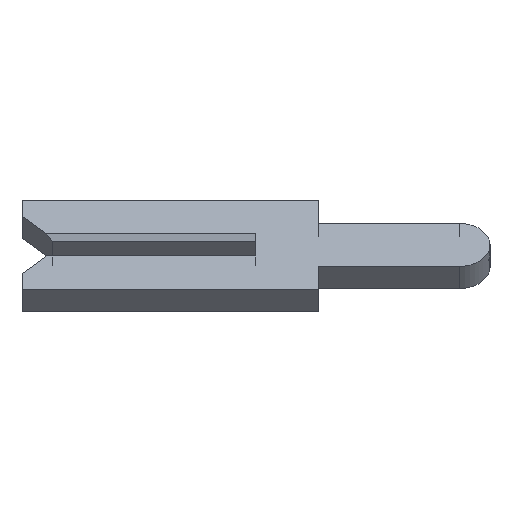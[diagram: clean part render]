
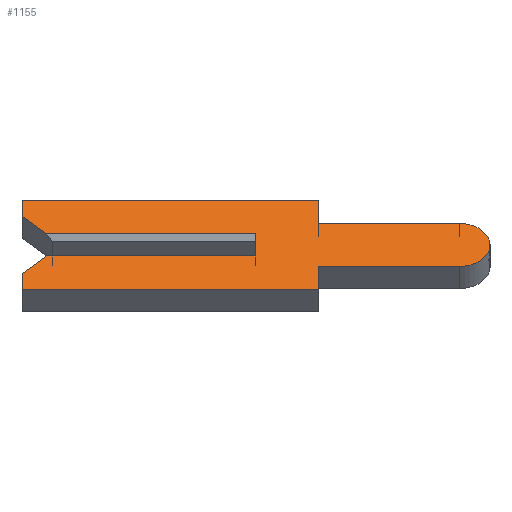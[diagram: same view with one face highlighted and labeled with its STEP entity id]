
A CAD part, left-side view. The second image highlights one B-rep face of the part: STEP entity #1155.
In plain terms, the highlighted face is planar.
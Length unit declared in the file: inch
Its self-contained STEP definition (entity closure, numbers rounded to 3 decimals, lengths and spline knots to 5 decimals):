
#2 = CARTESIAN_POINT ( 'NONE',  ( -0.01, 0.1305, -0.0065 ) ) ;
#14 = DIRECTION ( 'NONE',  ( 1., 0., 0. ) ) ;
#33 = DIRECTION ( 'NONE',  ( 0., 0., 1. ) ) ;
#44 = VERTEX_POINT ( 'NONE', #350 ) ;
#48 = CARTESIAN_POINT ( 'NONE',  ( -0.01, -0.04, 0.04 ) ) ;
#60 = VERTEX_POINT ( 'NONE', #824 ) ;
#107 = CARTESIAN_POINT ( 'NONE',  ( -0.01, 0.15, 0.01 ) ) ;
#123 = CARTESIAN_POINT ( 'NONE',  ( -0.01, -0.04, -0.0195 ) ) ;
#145 = EDGE_CURVE ( 'NONE', #60, #849, #204, .T. ) ;
#160 = ORIENTED_EDGE ( 'NONE', *, *, #1481, .F. ) ;
#161 = DIRECTION ( 'NONE',  ( 0., 0.707, 0.707 ) ) ;
#168 = EDGE_CURVE ( 'NONE', #472, #357, #295, .T. ) ;
#177 = VERTEX_POINT ( 'NONE', #1043 ) ;
#204 = LINE ( 'NONE', #107, #721 ) ;
#216 = ORIENTED_EDGE ( 'NONE', *, *, #905, .F. ) ;
#239 = VECTOR ( 'NONE', #647, 39.37008 ) ;
#240 = VERTEX_POINT ( 'NONE', #1430 ) ;
#253 = DIRECTION ( 'NONE',  ( 0., 0., -1. ) ) ;
#258 = CARTESIAN_POINT ( 'NONE',  ( -0.01, -0.1305, 0. ) ) ;
#262 = PLANE ( 'NONE',  #372 ) ;
#289 = VERTEX_POINT ( 'NONE', #596 ) ;
#294 = LINE ( 'NONE', #48, #438 ) ;
#295 = LINE ( 'NONE', #589, #1530 ) ;
#298 = EDGE_CURVE ( 'NONE', #608, #849, #680, .T. ) ;
#309 = EDGE_LOOP ( 'NONE', ( #331, #779, #412, #1007, #908, #1496, #918, #829, #537, #836, #514, #988, #216, #160 ) ) ;
#331 = ORIENTED_EDGE ( 'NONE', *, *, #145, .T. ) ;
#350 = CARTESIAN_POINT ( 'NONE',  ( -0.01, 0.15, 0.04 ) ) ;
#355 = DIRECTION ( 'NONE',  ( 0., -1., 0. ) ) ;
#357 = VERTEX_POINT ( 'NONE', #959 ) ;
#364 = DIRECTION ( 'NONE',  ( 1., 0., 0. ) ) ;
#367 = CARTESIAN_POINT ( 'NONE',  ( -0.01, 0., 0.0065 ) ) ;
#370 = CARTESIAN_POINT ( 'NONE',  ( -0.01, 0.15, 0.026 ) ) ;
#372 = AXIS2_PLACEMENT_3D ( 'NONE', #258, #14, #253 ) ;
#376 = LINE ( 'NONE', #525, #239 ) ;
#391 = VECTOR ( 'NONE', #490, 39.37008 ) ;
#394 = VECTOR ( 'NONE', #1434, 39.37008 ) ;
#410 = EDGE_CURVE ( 'NONE', #240, #1478, #1075, .T. ) ;
#412 = ORIENTED_EDGE ( 'NONE', *, *, #518, .F. ) ;
#421 = FACE_OUTER_BOUND ( 'NONE', #309, .T. ) ;
#438 = VECTOR ( 'NONE', #768, 39.37008 ) ;
#451 = AXIS2_PLACEMENT_3D ( 'NONE', #851, #364, #965 ) ;
#460 = DIRECTION ( 'NONE',  ( 0., -1., 0. ) ) ;
#472 = VERTEX_POINT ( 'NONE', #750 ) ;
#485 = EDGE_CURVE ( 'NONE', #1171, #1016, #294, .T. ) ;
#490 = DIRECTION ( 'NONE',  ( 0., 0., 1. ) ) ;
#514 = ORIENTED_EDGE ( 'NONE', *, *, #485, .F. ) ;
#518 = EDGE_CURVE ( 'NONE', #1478, #608, #376, .T. ) ;
#525 = CARTESIAN_POINT ( 'NONE',  ( -0.01, -0.1305, -0.01 ) ) ;
#537 = ORIENTED_EDGE ( 'NONE', *, *, #1125, .F. ) ;
#540 = CIRCLE ( 'NONE', #451, 0.0195 ) ;
#571 = VERTEX_POINT ( 'NONE', #584 ) ;
#574 = LINE ( 'NONE', #1329, #391 ) ;
#584 = CARTESIAN_POINT ( 'NONE',  ( -0.01, 0.15, 0.026 ) ) ;
#589 = CARTESIAN_POINT ( 'NONE',  ( -0.01, -0.04, -0.04 ) ) ;
#591 = VECTOR ( 'NONE', #33, 39.37008 ) ;
#596 = CARTESIAN_POINT ( 'NONE',  ( -0.01, 0.15, -0.04 ) ) ;
#608 = VERTEX_POINT ( 'NONE', #1411 ) ;
#613 = CARTESIAN_POINT ( 'NONE',  ( -0.01, -0.04, 0.0195 ) ) ;
#647 = DIRECTION ( 'NONE',  ( 0., -1., 0. ) ) ;
#668 = EDGE_CURVE ( 'NONE', #44, #1171, #957, .T. ) ;
#680 = LINE ( 'NONE', #367, #591 ) ;
#699 = CARTESIAN_POINT ( 'NONE',  ( -0.01, 0.15, 0.04 ) ) ;
#721 = VECTOR ( 'NONE', #355, 39.37008 ) ;
#737 = CARTESIAN_POINT ( 'NONE',  ( -0.01, -0.1305, -0.0195 ) ) ;
#750 = CARTESIAN_POINT ( 'NONE',  ( -0.01, -0.04, -0.0195 ) ) ;
#752 = CARTESIAN_POINT ( 'NONE',  ( -0.01, 0.1305, 0.0065 ) ) ;
#768 = DIRECTION ( 'NONE',  ( 0., 0., -1. ) ) ;
#779 = ORIENTED_EDGE ( 'NONE', *, *, #298, .F. ) ;
#824 = CARTESIAN_POINT ( 'NONE',  ( -0.01, 0.134, 0.01 ) ) ;
#829 = ORIENTED_EDGE ( 'NONE', *, *, #1070, .F. ) ;
#836 = ORIENTED_EDGE ( 'NONE', *, *, #1182, .F. ) ;
#849 = VERTEX_POINT ( 'NONE', #1045 ) ;
#851 = CARTESIAN_POINT ( 'NONE',  ( -0.01, -0.1305, 0. ) ) ;
#869 = VECTOR ( 'NONE', #161, 39.37008 ) ;
#905 = EDGE_CURVE ( 'NONE', #571, #44, #922, .T. ) ;
#908 = ORIENTED_EDGE ( 'NONE', *, *, #1148, .F. ) ;
#918 = ORIENTED_EDGE ( 'NONE', *, *, #168, .F. ) ;
#922 = LINE ( 'NONE', #370, #394 ) ;
#952 = DIRECTION ( 'NONE',  ( 0., 1., 0. ) ) ;
#957 = LINE ( 'NONE', #699, #1511 ) ;
#959 = CARTESIAN_POINT ( 'NONE',  ( -0.01, -0.04, -0.04 ) ) ;
#965 = DIRECTION ( 'NONE',  ( 0., 0., -1. ) ) ;
#973 = LINE ( 'NONE', #1473, #1429 ) ;
#988 = ORIENTED_EDGE ( 'NONE', *, *, #668, .F. ) ;
#1007 = ORIENTED_EDGE ( 'NONE', *, *, #410, .F. ) ;
#1016 = VERTEX_POINT ( 'NONE', #613 ) ;
#1043 = CARTESIAN_POINT ( 'NONE',  ( -0.01, -0.1305, 0.0195 ) ) ;
#1045 = CARTESIAN_POINT ( 'NONE',  ( -0.01, 0., 0.01 ) ) ;
#1046 = DIRECTION ( 'NONE',  ( 0., 0., -1. ) ) ;
#1070 = EDGE_CURVE ( 'NONE', #1435, #472, #1142, .T. ) ;
#1075 = LINE ( 'NONE', #2, #1187 ) ;
#1090 = CARTESIAN_POINT ( 'NONE',  ( -0.01, -0.04, 0.04 ) ) ;
#1093 = DIRECTION ( 'NONE',  ( 0., -1., 0. ) ) ;
#1110 = DIRECTION ( 'NONE',  ( 0., -0.707, 0.707 ) ) ;
#1125 = EDGE_CURVE ( 'NONE', #177, #1435, #540, .T. ) ;
#1142 = LINE ( 'NONE', #123, #1506 ) ;
#1148 = EDGE_CURVE ( 'NONE', #289, #240, #574, .T. ) ;
#1155 = ADVANCED_FACE ( 'NONE', ( #421 ), #262, .F. ) ;
#1171 = VERTEX_POINT ( 'NONE', #1090 ) ;
#1182 = EDGE_CURVE ( 'NONE', #1016, #177, #1260, .T. ) ;
#1187 = VECTOR ( 'NONE', #1110, 39.37008 ) ;
#1210 = CARTESIAN_POINT ( 'NONE',  ( -0.01, -0.04, 0.0195 ) ) ;
#1230 = DIRECTION ( 'NONE',  ( 0., 1., 0. ) ) ;
#1260 = LINE ( 'NONE', #1210, #1336 ) ;
#1293 = LINE ( 'NONE', #752, #869 ) ;
#1329 = CARTESIAN_POINT ( 'NONE',  ( -0.01, 0.15, -0.026 ) ) ;
#1336 = VECTOR ( 'NONE', #1093, 39.37008 ) ;
#1411 = CARTESIAN_POINT ( 'NONE',  ( -0.01, 0., -0.01 ) ) ;
#1429 = VECTOR ( 'NONE', #1230, 39.37008 ) ;
#1430 = CARTESIAN_POINT ( 'NONE',  ( -0.01, 0.15, -0.026 ) ) ;
#1434 = DIRECTION ( 'NONE',  ( 0., 0., 1. ) ) ;
#1435 = VERTEX_POINT ( 'NONE', #737 ) ;
#1466 = CARTESIAN_POINT ( 'NONE',  ( -0.01, 0.134, -0.01 ) ) ;
#1473 = CARTESIAN_POINT ( 'NONE',  ( -0.01, 0.15, -0.04 ) ) ;
#1477 = EDGE_CURVE ( 'NONE', #357, #289, #973, .T. ) ;
#1478 = VERTEX_POINT ( 'NONE', #1466 ) ;
#1481 = EDGE_CURVE ( 'NONE', #60, #571, #1293, .T. ) ;
#1496 = ORIENTED_EDGE ( 'NONE', *, *, #1477, .F. ) ;
#1506 = VECTOR ( 'NONE', #952, 39.37008 ) ;
#1511 = VECTOR ( 'NONE', #460, 39.37008 ) ;
#1530 = VECTOR ( 'NONE', #1046, 39.37008 ) ;
